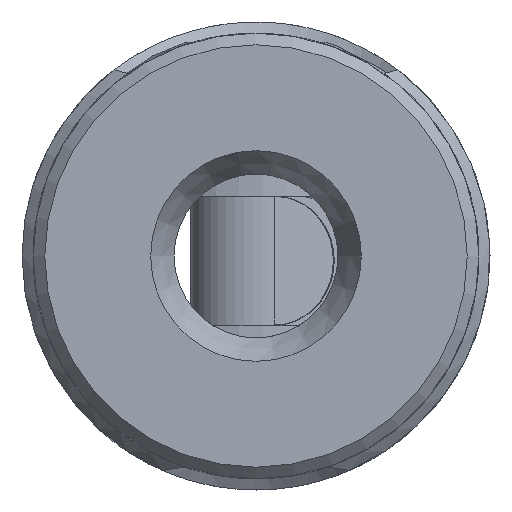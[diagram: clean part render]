
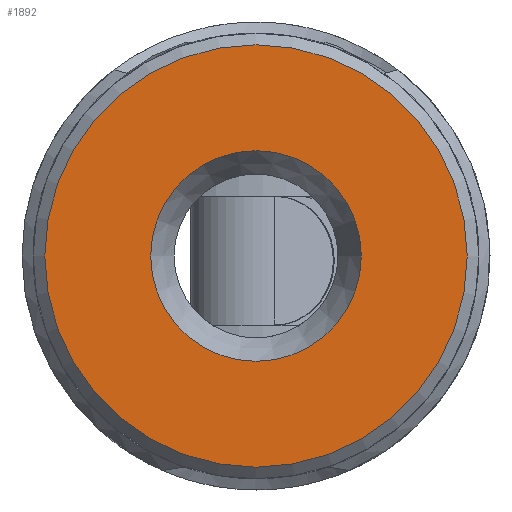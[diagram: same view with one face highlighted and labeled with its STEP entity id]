
A CAD part, left-side view. The second image highlights one B-rep face of the part: STEP entity #1892.
In plain terms, the highlighted planar face has unit normal (-1, 0, 0).
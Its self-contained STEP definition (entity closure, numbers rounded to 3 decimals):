
#356 = CARTESIAN_POINT ( 'NONE',  ( -80., 9.025, 0. ) ) ;
#534 = AXIS2_PLACEMENT_3D ( 'NONE', #2337, #4018, #2760 ) ;
#586 = PLANE ( 'NONE',  #534 ) ;
#617 = DIRECTION ( 'NONE',  ( 1., 0., 0. ) ) ;
#1048 = DIRECTION ( 'NONE',  ( 1., 0., 0. ) ) ;
#1122 = AXIS2_PLACEMENT_3D ( 'NONE', #3625, #617, #4031 ) ;
#1155 = AXIS2_PLACEMENT_3D ( 'NONE', #3593, #1048, #4021 ) ;
#1798 = VERTEX_POINT ( 'NONE', #356 ) ;
#1863 = VERTEX_POINT ( 'NONE', #3314 ) ;
#1892 = ADVANCED_FACE ( 'NONE', ( #5242, #4913 ), #586, .T. ) ;
#2337 = CARTESIAN_POINT ( 'NONE',  ( -80., 4.5, 0. ) ) ;
#2535 = CIRCLE ( 'NONE', #1122, 4.5 ) ;
#2697 = EDGE_LOOP ( 'NONE', ( #5249 ) ) ;
#2760 = DIRECTION ( 'NONE',  ( 0., -1., 0. ) ) ;
#3314 = CARTESIAN_POINT ( 'NONE',  ( -80., 4.5, 0. ) ) ;
#3397 = CIRCLE ( 'NONE', #1155, 9.025 ) ;
#3593 = CARTESIAN_POINT ( 'NONE',  ( -80., 0., 0. ) ) ;
#3625 = CARTESIAN_POINT ( 'NONE',  ( -80., 0., 0. ) ) ;
#3696 = ORIENTED_EDGE ( 'NONE', *, *, #5420, .T. ) ;
#3903 = EDGE_LOOP ( 'NONE', ( #3696 ) ) ;
#4018 = DIRECTION ( 'NONE',  ( -1., 0., 0. ) ) ;
#4021 = DIRECTION ( 'NONE',  ( 0., 1., 0. ) ) ;
#4031 = DIRECTION ( 'NONE',  ( 0., 1., 0. ) ) ;
#4913 = FACE_OUTER_BOUND ( 'NONE', #2697, .T. ) ;
#5182 = EDGE_CURVE ( 'NONE', #1798, #1798, #3397, .T. ) ;
#5242 = FACE_BOUND ( 'NONE', #3903, .T. ) ;
#5249 = ORIENTED_EDGE ( 'NONE', *, *, #5182, .F. ) ;
#5420 = EDGE_CURVE ( 'NONE', #1863, #1863, #2535, .T. ) ;
